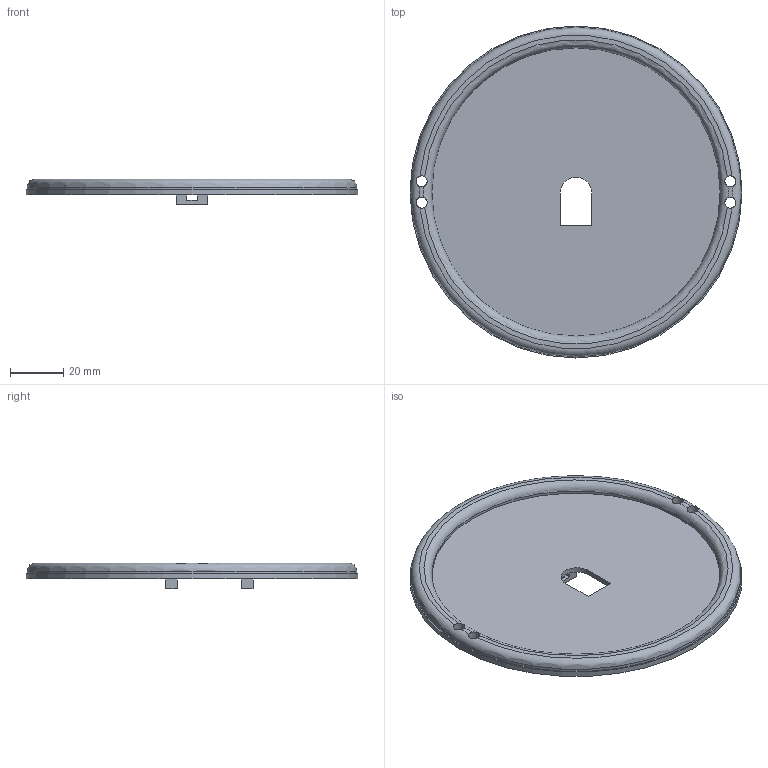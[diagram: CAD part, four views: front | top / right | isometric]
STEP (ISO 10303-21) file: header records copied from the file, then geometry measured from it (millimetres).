
FILE_DESCRIPTION(/* description */ ('STEP AP242','CAx-IF Rec.Pracs.---Representation and Presentation of Product Manufacturing Information (PMI)---4.0---2014-10-13','CAx-IF Rec.Pracs.---3D Tessellated Geometry---0.4---2014-09-14','2;1'),/* implementation_level */ '2;1');
FILE_NAME(/* name */ '6740e6455abd09554a38f2f3',/* time_stamp */ '2024-11-22T20:15:02Z',/* author */ (''),/* organization */ (''),/* preprocessor_version */ 'ST-DEVELOPER v20',/* originating_system */ 'ONSHAPE BY PTC INC, 1.189',/* authorisation */ ' ');
FILE_SCHEMA (('AP242_MANAGED_MODEL_BASED_3D_ENGINEERING_MIM_LF { 1 0 10303 442 1 1 4 }'));
Length unit declared in the file: metre
Products named in the file (2): Part 1; Part 2
Bounding box: 125 x 125 x 9.75 mm (x, y, z)
Volume: 34078.6 mm3; surface area: 33144.3 mm2
Topology: 2 solids, 2 shells, 46 faces, 135 edges, 90 vertices
Faces by surface type: plane 28, cylinder 16, torus 2
Full cylindrical faces by diameter (mm): 2 x4, 4.2 x8, 108.53 x1, 124.083 x1, 125 x1
Entity records: 1522 total; most frequent: CARTESIAN_POINT 288, DIRECTION 242, ORIENTED_EDGE 220, EDGE_CURVE 110, AXIS2_PLACEMENT_3D 92, EDGE_LOOP 88, FACE_BOUND 88, VERTEX_POINT 82
